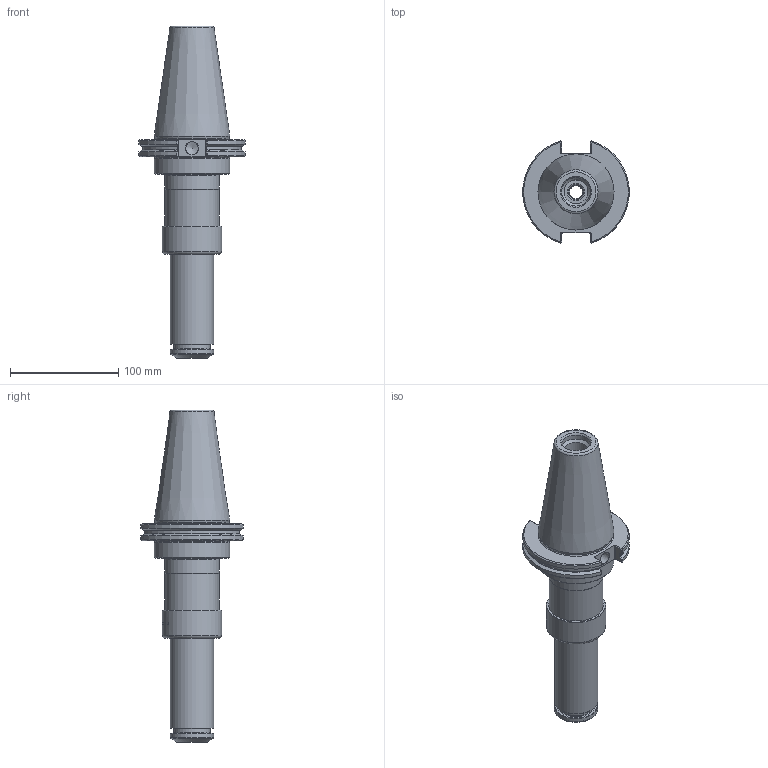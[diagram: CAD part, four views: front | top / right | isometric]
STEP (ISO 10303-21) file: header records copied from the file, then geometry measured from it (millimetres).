
FILE_DESCRIPTION(/* description */ (''),/* implementation_level */ '2;1');
FILE_NAME(/* name */ '885376041.stp',/* time_stamp */ '2023-03-15T12:17:26',/* author */ ('Ratnasingam Jekanthan'),/* organization */ ('REGO-FIX'),/* preprocessor_version */ ' Unknown',/* originating_system */ 'SIEMENS PLM Software Solid Edge ST10',/* authorization */ 'Unknown');
FILE_SCHEMA (('AUTOMOTIVE_DESIGN { 1 0 10303 214 2 1 1}'));
Length unit declared in the file: millimetre
Products named in the file (1): NOCUT
Bounding box: 98.08 x 94.39 x 306.42 mm (x, y, z)
Volume: 589861.1 mm3; surface area: 93882.7 mm2
Topology: 1 solids, 3 shells, 163 faces, 388 edges, 242 vertices
Faces by surface type: plane 47, cylinder 43, cone 40, torus 25, bspline 8
Full cylindrical faces by diameter (mm): 11.7 x1, 12 x1, 14 x1, 21.963 x2, 25 x1, 26.4 x1, 30.5 x1, 31.6 x1, 33 x1, 34 x1, 40 x2, 40.2 x1, 42 x1, 45 x1, 48.376 x2, 50 x1, 50.05 x1, 50.5 x1, 51.3 x1, 54.8 x1, 69.85 x1
Entity records: 5453 total; most frequent: CARTESIAN_POINT 997, DIRECTION 673, ORIENTED_EDGE 582, AXIS2_PLACEMENT_3D 296, EDGE_CURVE 291, FACE_BOUND 258, EDGE_LOOP 257, VERTEX_POINT 223
